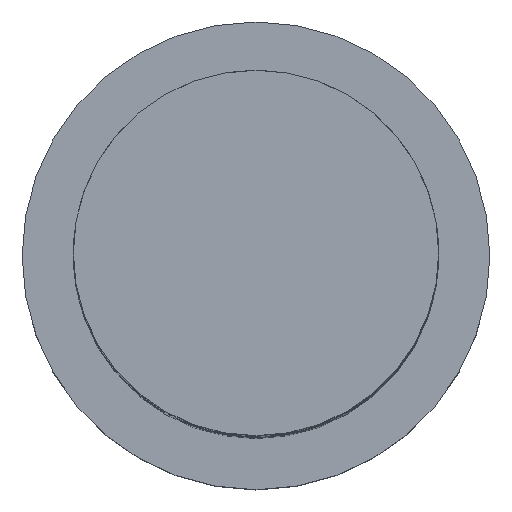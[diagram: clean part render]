
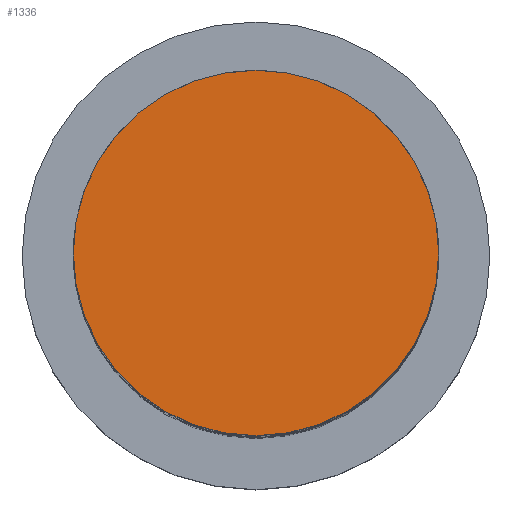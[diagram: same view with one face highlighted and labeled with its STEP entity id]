
A CAD part, top view. The second image highlights one B-rep face of the part: STEP entity #1336.
In plain terms, the highlighted planar face has unit normal (0, 0, 1).
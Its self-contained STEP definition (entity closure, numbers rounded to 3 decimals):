
#35 = AXIS2_PLACEMENT_3D ( 'NONE', #1534, #1406, #670 ) ;
#42 = PLANE ( 'NONE',  #1450 ) ;
#208 = CARTESIAN_POINT ( 'NONE',  ( 12.5, 0., 125. ) ) ;
#345 = ORIENTED_EDGE ( 'NONE', *, *, #1466, .T. ) ;
#374 = CARTESIAN_POINT ( 'NONE',  ( 0., 0., 125. ) ) ;
#443 = ORIENTED_EDGE ( 'NONE', *, *, #1026, .T. ) ;
#518 = DIRECTION ( 'NONE',  ( 1., 0., 0. ) ) ;
#540 = CARTESIAN_POINT ( 'NONE',  ( -12.5, 0., 125. ) ) ;
#661 = DIRECTION ( 'NONE',  ( 0., 0., 1. ) ) ;
#670 = DIRECTION ( 'NONE',  ( 1., 0., 0. ) ) ;
#722 = CIRCLE ( 'NONE', #1352, 12.5 ) ;
#776 = DIRECTION ( 'NONE',  ( 0., 0., 1. ) ) ;
#782 = EDGE_LOOP ( 'NONE', ( #345, #443 ) ) ;
#872 = CIRCLE ( 'NONE', #35, 12.5 ) ;
#1026 = EDGE_CURVE ( 'NONE', #1431, #1029, #722, .T. ) ;
#1029 = VERTEX_POINT ( 'NONE', #540 ) ;
#1143 = DIRECTION ( 'NONE',  ( 1., 0., 0. ) ) ;
#1223 = FACE_OUTER_BOUND ( 'NONE', #782, .T. ) ;
#1264 = CARTESIAN_POINT ( 'NONE',  ( 0., 0., 125. ) ) ;
#1336 = ADVANCED_FACE ( 'NONE', ( #1223 ), #42, .T. ) ;
#1352 = AXIS2_PLACEMENT_3D ( 'NONE', #1264, #661, #1143 ) ;
#1406 = DIRECTION ( 'NONE',  ( 0., 0., 1. ) ) ;
#1431 = VERTEX_POINT ( 'NONE', #208 ) ;
#1450 = AXIS2_PLACEMENT_3D ( 'NONE', #374, #776, #518 ) ;
#1466 = EDGE_CURVE ( 'NONE', #1029, #1431, #872, .T. ) ;
#1534 = CARTESIAN_POINT ( 'NONE',  ( 0., 0., 125. ) ) ;
